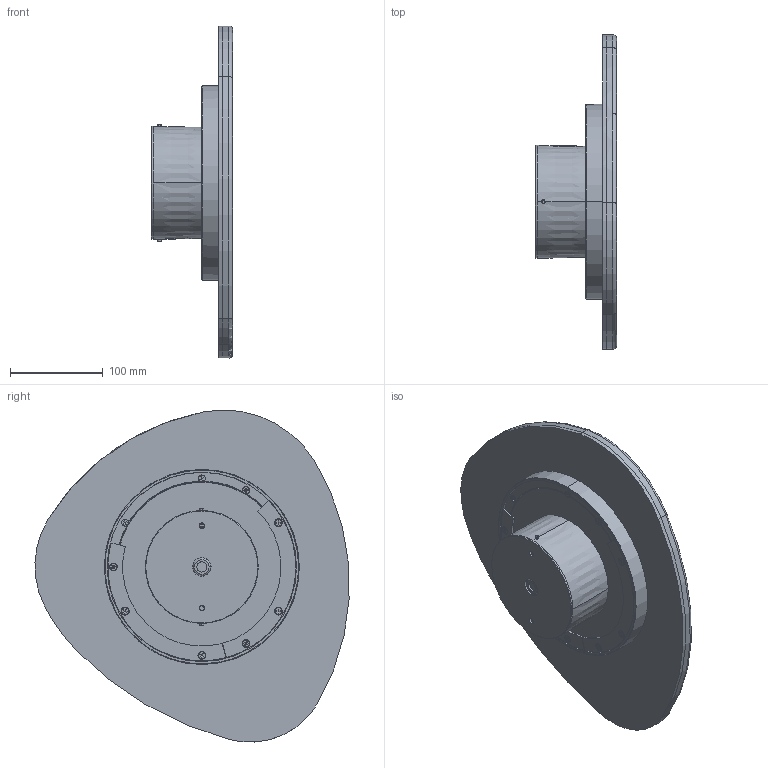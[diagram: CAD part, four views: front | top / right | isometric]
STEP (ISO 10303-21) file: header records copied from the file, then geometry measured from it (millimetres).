
FILE_DESCRIPTION (( 'STEP AP203' ), '1' );
FILE_NAME ('20805.STEP', '2019-05-22T10:36:41', ( '' ), ( '' ), 'SwSTEP 2.0', 'SolidWorks 2019', '' );
FILE_SCHEMA (( 'CONFIG_CONTROL_DESIGN' ));
Length unit declared in the file: millimetre
Products named in the file (30): D7985-35Ny; 914-044; TOR-FIJ-MURO; 914-166; D7500C-36Z; 208-53; D7985-412A2; 208-50; ARANDELA; D7985-46A2; 208-55; SUB208-04; 208-52; 20805; 208-51; D7500C-38Z; 208-54; 912-186; 208-58; D965-410A2; D6798J-4.3A2; D7982-3.8x25 A2; 208-56; 208-60; D965-418a2; 914-027; 905-023; D914-410A2; 914-167
Assembly tree (55 placements, depth 3):
  20805
    SUB208-04
      208-53
      208-52
      208-60
      208-51
      208-50
      208-54  x2
      D965-410A2  x6
      208-55
      D7985-35Ny  x3
      912-186
      D7500C-38Z  x2
      D7500C-36Z  x2
      914-027
      D6798J-4.3A2  x7
      D7985-412A2  x3
      D914-410A2  x2
      914-166
      914-167
      905-023  x2
      D7985-46A2  x2
      914-044
    208-58
    208-56
    D965-418a2  x3
    D7982-3.8x25 A2  x3
    TOR-FIJ-MURO
      ARANDELA
    TOR-FIJ-MURO
      ARANDELA
Bounding box: 87.5 x 339.09 x 358.42 mm (x, y, z)
Volume: 2422074.1 mm3; surface area: 822050.5 mm2
Topology: 145 solids, 145 shells, 4367 faces, 11090 edges, 6979 vertices
Faces by surface type: plane 2600, cylinder 762, bspline 586, cone 311, torus 86, sphere 22
Entity records: 134586 total; most frequent: CARTESIAN_POINT 53656, ORIENTED_EDGE 16758, DIRECTION 14332, EDGE_CURVE 8379, VERTEX_POINT 5426, VECTOR 5304, LINE 5304, AXIS2_PLACEMENT_3D 4514
